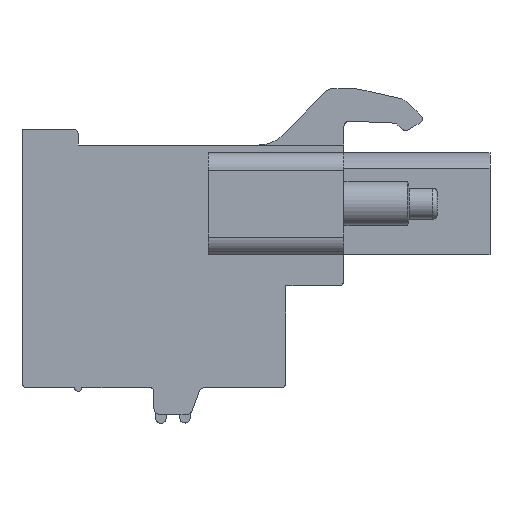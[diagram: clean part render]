
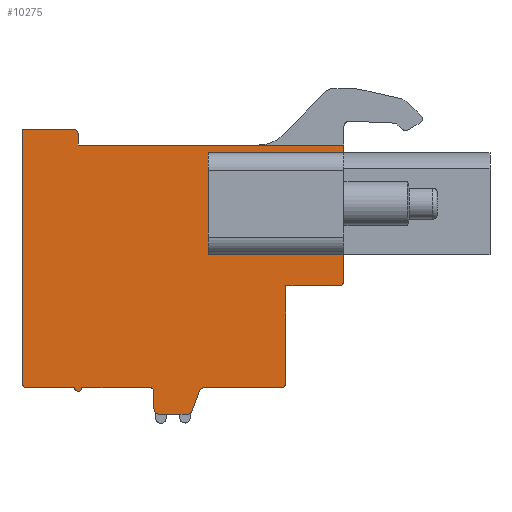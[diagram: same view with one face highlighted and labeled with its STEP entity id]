
A CAD part, left-side view. The second image highlights one B-rep face of the part: STEP entity #10275.
In plain terms, the highlighted planar face has unit normal (-1, 0, 0).
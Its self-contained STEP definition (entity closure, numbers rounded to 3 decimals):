
#1788=DIRECTION('',(0.,0.,1.));
#1789=VECTOR('',#1788,5.8);
#1790=CARTESIAN_POINT('',(-41.26,2.04,0.73));
#1791=LINE('',#1790,#1789);
#1840=DIRECTION('',(0.,0.,1.));
#1841=VECTOR('',#1840,5.8);
#1842=CARTESIAN_POINT('',(-41.26,-4.06,0.73));
#1843=LINE('',#1842,#1841);
#1844=DIRECTION('',(0.,1.,0.));
#1845=VECTOR('',#1844,6.1);
#1846=CARTESIAN_POINT('',(-41.26,-4.06,0.73));
#1847=LINE('',#1846,#1845);
#1848=DIRECTION('',(0.,1.,0.));
#1849=VECTOR('',#1848,6.1);
#1850=CARTESIAN_POINT('',(-41.26,-4.06,6.53));
#1851=LINE('',#1850,#1849);
#1852=CARTESIAN_POINT('',(-41.26,-5.36,-0.74));
#1853=DIRECTION('',(1.,0.,0.));
#1854=DIRECTION('',(0.,-1.,0.));
#1855=AXIS2_PLACEMENT_3D('',#1852,#1853,#1854);
#1857=DIRECTION('',(0.,-1.,0.));
#1858=VECTOR('',#1857,3.);
#1859=CARTESIAN_POINT('',(-41.26,-2.36,-1.04));
#1860=LINE('',#1859,#1858);
#1861=CARTESIAN_POINT('',(-41.26,-2.06,-6.54));
#1862=DIRECTION('',(1.,0.,0.));
#1863=DIRECTION('',(0.,-1.,0.));
#1864=AXIS2_PLACEMENT_3D('',#1861,#1862,#1863);
#1866=DIRECTION('',(0.,1.,0.));
#1867=VECTOR('',#1866,4.34);
#1868=CARTESIAN_POINT('',(-41.26,-2.06,-6.84));
#1869=LINE('',#1868,#1867);
#1870=CARTESIAN_POINT('',(-41.26,2.28,-7.14));
#1871=DIRECTION('',(-1.,0.,0.));
#1872=DIRECTION('',(0.,0.,1.));
#1873=AXIS2_PLACEMENT_3D('',#1870,#1871,#1872);
#1875=DIRECTION('',(0.,0.345,-0.939));
#1876=VECTOR('',#1875,1.179);
#1877=CARTESIAN_POINT('',(-41.26,2.562,-7.037));
#1878=LINE('',#1877,#1876);
#1879=CARTESIAN_POINT('',(-41.26,3.25,-8.04));
#1880=DIRECTION('',(1.,0.,0.));
#1881=DIRECTION('',(0.,-0.939,-0.345));
#1882=AXIS2_PLACEMENT_3D('',#1879,#1880,#1881);
#1884=DIRECTION('',(0.,1.,0.));
#1885=VECTOR('',#1884,1.59);
#1886=CARTESIAN_POINT('',(-41.26,3.25,-8.34));
#1887=LINE('',#1886,#1885);
#1888=CARTESIAN_POINT('',(-41.26,4.84,-8.04));
#1889=DIRECTION('',(1.,0.,0.));
#1890=DIRECTION('',(0.,0.,-1.));
#1891=AXIS2_PLACEMENT_3D('',#1888,#1889,#1890);
#1893=DIRECTION('',(0.,0.,1.));
#1894=VECTOR('',#1893,1.);
#1895=CARTESIAN_POINT('',(-41.26,5.14,-8.04));
#1896=LINE('',#1895,#1894);
#1897=CARTESIAN_POINT('',(-41.26,5.34,-7.04));
#1898=DIRECTION('',(-1.,0.,0.));
#1899=DIRECTION('',(0.,-1.,0.));
#1900=AXIS2_PLACEMENT_3D('',#1897,#1898,#1899);
#1902=DIRECTION('',(0.,1.,0.));
#1903=VECTOR('',#1902,3.9);
#1904=CARTESIAN_POINT('',(-41.26,5.34,-6.84));
#1905=LINE('',#1904,#1903);
#1906=CARTESIAN_POINT('',(-41.26,9.44,-6.84));
#1907=DIRECTION('',(1.,0.,0.));
#1908=DIRECTION('',(0.,-1.,0.));
#1909=AXIS2_PLACEMENT_3D('',#1906,#1907,#1908);
#1911=DIRECTION('',(0.,1.,0.));
#1912=VECTOR('',#1911,2.7);
#1913=CARTESIAN_POINT('',(-41.26,9.64,-6.84));
#1914=LINE('',#1913,#1912);
#1915=CARTESIAN_POINT('',(-41.26,12.34,-6.54));
#1916=DIRECTION('',(1.,0.,0.));
#1917=DIRECTION('',(0.,0.,-1.));
#1918=AXIS2_PLACEMENT_3D('',#1915,#1916,#1917);
#1920=DIRECTION('',(0.,0.,1.));
#1921=VECTOR('',#1920,14.4);
#1922=CARTESIAN_POINT('',(-41.26,12.64,-6.54));
#1923=LINE('',#1922,#1921);
#1924=DIRECTION('',(0.,-1.,0.));
#1925=VECTOR('',#1924,2.9);
#1926=CARTESIAN_POINT('',(-41.26,12.64,7.86));
#1927=LINE('',#1926,#1925);
#1928=CARTESIAN_POINT('',(-41.26,9.74,7.56));
#1929=DIRECTION('',(1.,0.,0.));
#1930=DIRECTION('',(0.,0.,1.));
#1931=AXIS2_PLACEMENT_3D('',#1928,#1929,#1930);
#1933=DIRECTION('',(0.,0.,-1.));
#1934=VECTOR('',#1933,0.6);
#1935=CARTESIAN_POINT('',(-41.26,9.44,7.56));
#1936=LINE('',#1935,#1934);
#1937=DIRECTION('',(0.,-1.,0.));
#1938=VECTOR('',#1937,15.1);
#1939=CARTESIAN_POINT('',(-41.26,9.44,6.96));
#1940=LINE('',#1939,#1938);
#1941=DIRECTION('',(0.,0.,-1.));
#1942=VECTOR('',#1941,7.7);
#1943=CARTESIAN_POINT('',(-41.26,-5.66,6.96));
#1944=LINE('',#1943,#1942);
#1957=DIRECTION('',(0.,0.,1.));
#1958=VECTOR('',#1957,5.5);
#1959=CARTESIAN_POINT('',(-41.26,-2.36,-6.54));
#1960=LINE('',#1959,#1958);
#5881=CARTESIAN_POINT('',(-41.26,9.44,6.96));
#5882=CARTESIAN_POINT('',(-41.26,-5.66,6.96));
#5883=VERTEX_POINT('',#5881);
#5884=VERTEX_POINT('',#5882);
#5885=CARTESIAN_POINT('',(-41.26,-2.36,-6.54));
#5886=CARTESIAN_POINT('',(-41.26,-2.06,-6.84));
#5887=VERTEX_POINT('',#5885);
#5888=VERTEX_POINT('',#5886);
#5889=CARTESIAN_POINT('',(-41.26,2.28,-6.84));
#5890=VERTEX_POINT('',#5889);
#5891=CARTESIAN_POINT('',(-41.26,2.562,-7.037));
#5892=VERTEX_POINT('',#5891);
#5893=CARTESIAN_POINT('',(-41.26,2.968,-8.143));
#5894=VERTEX_POINT('',#5893);
#5895=CARTESIAN_POINT('',(-41.26,3.25,-8.34));
#5896=VERTEX_POINT('',#5895);
#5897=CARTESIAN_POINT('',(-41.26,4.84,-8.34));
#5898=VERTEX_POINT('',#5897);
#5899=CARTESIAN_POINT('',(-41.26,5.14,-8.04));
#5900=VERTEX_POINT('',#5899);
#5901=CARTESIAN_POINT('',(-41.26,5.14,-7.04));
#5902=VERTEX_POINT('',#5901);
#5903=CARTESIAN_POINT('',(-41.26,5.34,-6.84));
#5904=VERTEX_POINT('',#5903);
#5905=CARTESIAN_POINT('',(-41.26,9.24,-6.84));
#5906=VERTEX_POINT('',#5905);
#5907=CARTESIAN_POINT('',(-41.26,9.64,-6.84));
#5908=VERTEX_POINT('',#5907);
#5909=CARTESIAN_POINT('',(-41.26,12.34,-6.84));
#5910=VERTEX_POINT('',#5909);
#5911=CARTESIAN_POINT('',(-41.26,12.64,-6.54));
#5912=VERTEX_POINT('',#5911);
#5913=CARTESIAN_POINT('',(-41.26,12.64,7.86));
#5914=VERTEX_POINT('',#5913);
#5915=CARTESIAN_POINT('',(-41.26,9.74,7.86));
#5916=VERTEX_POINT('',#5915);
#5917=CARTESIAN_POINT('',(-41.26,9.44,7.56));
#5918=VERTEX_POINT('',#5917);
#7371=CARTESIAN_POINT('',(-41.26,2.04,0.73));
#7372=CARTESIAN_POINT('',(-41.26,2.04,6.53));
#7373=VERTEX_POINT('',#7371);
#7374=VERTEX_POINT('',#7372);
#7407=CARTESIAN_POINT('',(-41.26,-4.06,0.73));
#7408=CARTESIAN_POINT('',(-41.26,-4.06,6.53));
#7409=VERTEX_POINT('',#7407);
#7410=VERTEX_POINT('',#7408);
#7653=CARTESIAN_POINT('',(-41.26,-5.66,-0.74));
#7654=VERTEX_POINT('',#7653);
#7655=CARTESIAN_POINT('',(-41.26,-2.36,-1.04));
#7656=VERTEX_POINT('',#7655);
#7657=CARTESIAN_POINT('',(-41.26,-5.36,-1.04));
#7658=VERTEX_POINT('',#7657);
#10219=CARTESIAN_POINT('',(-41.26,0.,0.));
#10220=DIRECTION('',(1.,0.,0.));
#10221=DIRECTION('',(0.,-1.,0.));
#10222=AXIS2_PLACEMENT_3D('',#10219,#10220,#10221);
#10223=PLANE('',#10222);
#10225=ORIENTED_EDGE('',*,*,#10224,.T.);
#10227=ORIENTED_EDGE('',*,*,#10226,.F.);
#10229=ORIENTED_EDGE('',*,*,#10228,.F.);
#10231=ORIENTED_EDGE('',*,*,#10230,.T.);
#10233=ORIENTED_EDGE('',*,*,#10232,.T.);
#10235=ORIENTED_EDGE('',*,*,#10234,.T.);
#10237=ORIENTED_EDGE('',*,*,#10236,.T.);
#10239=ORIENTED_EDGE('',*,*,#10238,.T.);
#10241=ORIENTED_EDGE('',*,*,#10240,.T.);
#10243=ORIENTED_EDGE('',*,*,#10242,.T.);
#10245=ORIENTED_EDGE('',*,*,#10244,.T.);
#10247=ORIENTED_EDGE('',*,*,#10246,.T.);
#10249=ORIENTED_EDGE('',*,*,#10248,.T.);
#10251=ORIENTED_EDGE('',*,*,#10250,.T.);
#10253=ORIENTED_EDGE('',*,*,#10252,.T.);
#10255=ORIENTED_EDGE('',*,*,#10254,.T.);
#10257=ORIENTED_EDGE('',*,*,#10256,.T.);
#10259=ORIENTED_EDGE('',*,*,#10258,.T.);
#10261=ORIENTED_EDGE('',*,*,#10260,.T.);
#10263=ORIENTED_EDGE('',*,*,#10262,.T.);
#10265=ORIENTED_EDGE('',*,*,#10264,.T.);
#10266=ORIENTED_EDGE('',*,*,#7852,.T.);
#10267=EDGE_LOOP('',(#10225,#10227,#10229,#10231,#10233,#10235,#10237,#10239,
#10241,#10243,#10245,#10247,#10249,#10251,#10253,#10255,#10257,#10259,#10261,
#10263,#10265,#10266));
#10268=FACE_OUTER_BOUND('',#10267,.F.);
#10269=ORIENTED_EDGE('',*,*,#10185,.F.);
#10270=ORIENTED_EDGE('',*,*,#10211,.T.);
#10271=ORIENTED_EDGE('',*,*,#10114,.T.);
#10272=ORIENTED_EDGE('',*,*,#10146,.F.);
#10273=EDGE_LOOP('',(#10269,#10270,#10271,#10272));
#10274=FACE_BOUND('',#10273,.F.);
#10275=ADVANCED_FACE('',(#10268,#10274),#10223,.F.);
#1856=CIRCLE('',#1855,0.3);
#1865=CIRCLE('',#1864,0.3);
#1874=CIRCLE('',#1873,0.3);
#1883=CIRCLE('',#1882,0.3);
#1892=CIRCLE('',#1891,0.3);
#1901=CIRCLE('',#1900,0.2);
#1910=CIRCLE('',#1909,0.2);
#1919=CIRCLE('',#1918,0.3);
#1932=CIRCLE('',#1931,0.3);
#7852=EDGE_CURVE('',#5884,#7654,#1944,.T.);
#10114=EDGE_CURVE('',#7410,#7374,#1851,.T.);
#10146=EDGE_CURVE('',#7373,#7374,#1791,.T.);
#10185=EDGE_CURVE('',#7409,#7373,#1847,.T.);
#10211=EDGE_CURVE('',#7409,#7410,#1843,.T.);
#10224=EDGE_CURVE('',#7654,#7658,#1856,.T.);
#10226=EDGE_CURVE('',#7656,#7658,#1860,.T.);
#10228=EDGE_CURVE('',#5887,#7656,#1960,.T.);
#10230=EDGE_CURVE('',#5887,#5888,#1865,.T.);
#10232=EDGE_CURVE('',#5888,#5890,#1869,.T.);
#10234=EDGE_CURVE('',#5890,#5892,#1874,.T.);
#10236=EDGE_CURVE('',#5892,#5894,#1878,.T.);
#10238=EDGE_CURVE('',#5894,#5896,#1883,.T.);
#10240=EDGE_CURVE('',#5896,#5898,#1887,.T.);
#10242=EDGE_CURVE('',#5898,#5900,#1892,.T.);
#10244=EDGE_CURVE('',#5900,#5902,#1896,.T.);
#10246=EDGE_CURVE('',#5902,#5904,#1901,.T.);
#10248=EDGE_CURVE('',#5904,#5906,#1905,.T.);
#10250=EDGE_CURVE('',#5906,#5908,#1910,.T.);
#10252=EDGE_CURVE('',#5908,#5910,#1914,.T.);
#10254=EDGE_CURVE('',#5910,#5912,#1919,.T.);
#10256=EDGE_CURVE('',#5912,#5914,#1923,.T.);
#10258=EDGE_CURVE('',#5914,#5916,#1927,.T.);
#10260=EDGE_CURVE('',#5916,#5918,#1932,.T.);
#10262=EDGE_CURVE('',#5918,#5883,#1936,.T.);
#10264=EDGE_CURVE('',#5883,#5884,#1940,.T.);
